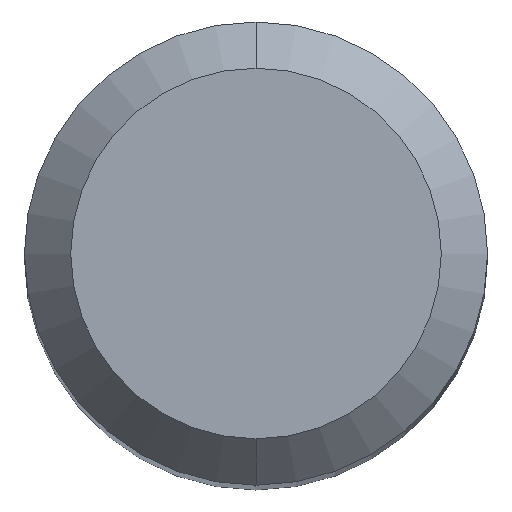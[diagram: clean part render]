
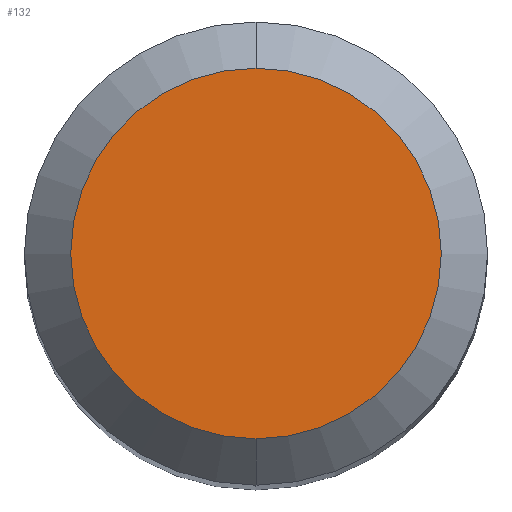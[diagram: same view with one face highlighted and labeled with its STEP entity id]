
A CAD part, top view. The second image highlights one B-rep face of the part: STEP entity #132.
In plain terms, the highlighted planar face has unit normal (0, 0, 1).
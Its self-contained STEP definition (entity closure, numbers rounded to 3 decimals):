
#3 = DIRECTION ( 'NONE',  ( 0., 1., 0. ) ) ;
#7 = DIRECTION ( 'NONE',  ( 0., 0., -1. ) ) ;
#34 = CARTESIAN_POINT ( 'NONE',  ( 0., 0., 50. ) ) ;
#44 = AXIS2_PLACEMENT_3D ( 'NONE', #225, #7, #65 ) ;
#53 = DIRECTION ( 'NONE',  ( 0., 0., -1. ) ) ;
#58 = PLANE ( 'NONE',  #358 ) ;
#60 = ORIENTED_EDGE ( 'NONE', *, *, #263, .F. ) ;
#65 = DIRECTION ( 'NONE',  ( 0., 1., 0. ) ) ;
#89 = ORIENTED_EDGE ( 'NONE', *, *, #181, .F. ) ;
#132 = ADVANCED_FACE ( 'NONE', ( #155 ), #58, .F. ) ;
#155 = FACE_OUTER_BOUND ( 'NONE', #184, .T. ) ;
#163 = CIRCLE ( 'NONE', #44, 2.4 ) ;
#181 = EDGE_CURVE ( 'NONE', #271, #273, #287, .T. ) ;
#184 = EDGE_LOOP ( 'NONE', ( #60, #89 ) ) ;
#206 = AXIS2_PLACEMENT_3D ( 'NONE', #264, #53, #356 ) ;
#212 = CARTESIAN_POINT ( 'NONE',  ( 0., -2.4, 50. ) ) ;
#225 = CARTESIAN_POINT ( 'NONE',  ( 0., 0., 50. ) ) ;
#263 = EDGE_CURVE ( 'NONE', #273, #271, #163, .T. ) ;
#264 = CARTESIAN_POINT ( 'NONE',  ( 0., 0., 50. ) ) ;
#270 = DIRECTION ( 'NONE',  ( 0., 0., -1. ) ) ;
#271 = VERTEX_POINT ( 'NONE', #212 ) ;
#273 = VERTEX_POINT ( 'NONE', #322 ) ;
#287 = CIRCLE ( 'NONE', #206, 2.4 ) ;
#322 = CARTESIAN_POINT ( 'NONE',  ( 0., 2.4, 50. ) ) ;
#356 = DIRECTION ( 'NONE',  ( 0., 1., 0. ) ) ;
#358 = AXIS2_PLACEMENT_3D ( 'NONE', #34, #270, #3 ) ;
